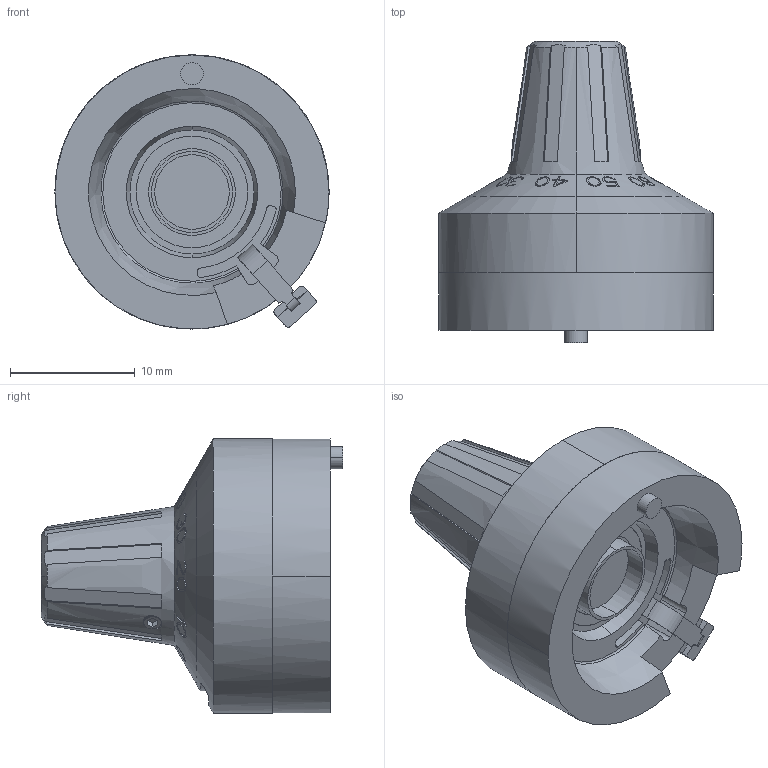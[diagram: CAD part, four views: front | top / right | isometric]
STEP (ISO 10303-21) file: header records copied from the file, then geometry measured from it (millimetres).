
FILE_DESCRIPTION((''),'2;1');
FILE_NAME('2696_FOR_STEP_SW0004','2012-01-27T',('BMozley'),(''),'PRO/ENGINEER BY PARAMETRIC TECHNOLOGY CORPORATION, 2011370','PRO/ENGINEER BY PARAMETRIC TECHNOLOGY CORPORATION, 2011370','');
FILE_SCHEMA(('CONFIG_CONTROL_DESIGN'));
Length unit declared in the file: inch
Products named in the file (1): 2696_FOR_STEP_SW0004
Bounding box: 22 x 24.2 x 22 mm (x, y, z)
Volume: 4129 mm3; surface area: 2153.5 mm2
Topology: 1 solids, 1 shells, 1008 faces, 2867 edges, 1901 vertices
Faces by surface type: plane 890, cylinder 77, cone 28, bspline 8, torus 3, sphere 2
Entity records: 40104 total; most frequent: CARTESIAN_POINT 15527, ORIENTED_EDGE 5730, DIRECTION 4089, EDGE_CURVE 2865, VERTEX_POINT 1901, VECTOR 1821, LINE 1821, AXIS2_PLACEMENT_3D 1134
